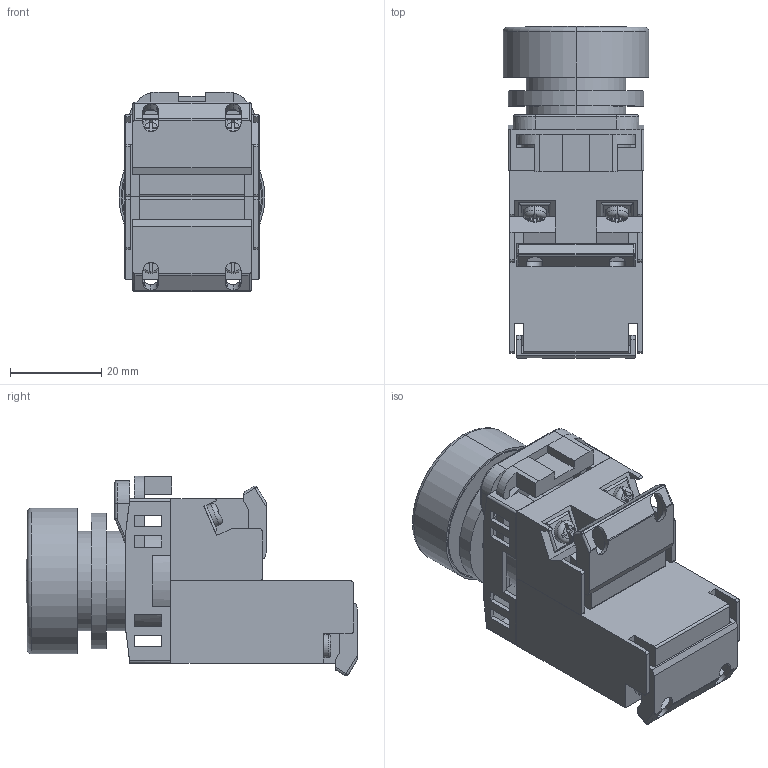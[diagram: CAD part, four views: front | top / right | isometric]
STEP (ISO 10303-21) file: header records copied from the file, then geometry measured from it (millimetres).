
FILE_DESCRIPTION (( 'STEP AP214' ), '1' );
FILE_NAME ('AR22F5L-10L3YZA.step', '2017-08-28T21:01:38', ( '' ), ( '' ), 'SwSTEP 2.0', 'SolidWorks 2017', '' );
FILE_SCHEMA (( 'AUTOMOTIVE_DESIGN' ));
Length unit declared in the file: millimetre
Products named in the file (1): AR22F5L-10L3YZA
Bounding box: 32 x 72.75 x 43.81 mm (x, y, z)
Volume: 47520.8 mm3; surface area: 25721 mm2
Topology: 16 solids, 16 shells, 451 faces, 1234 edges, 807 vertices
Faces by surface type: plane 317, cylinder 99, torus 20, sphere 10, bspline 5
Entity records: 15491 total; most frequent: CARTESIAN_POINT 3528, ORIENTED_EDGE 2464, DIRECTION 2169, EDGE_CURVE 1232, LINE 831, VECTOR 831, VERTEX_POINT 807, AXIS2_PLACEMENT_3D 669
